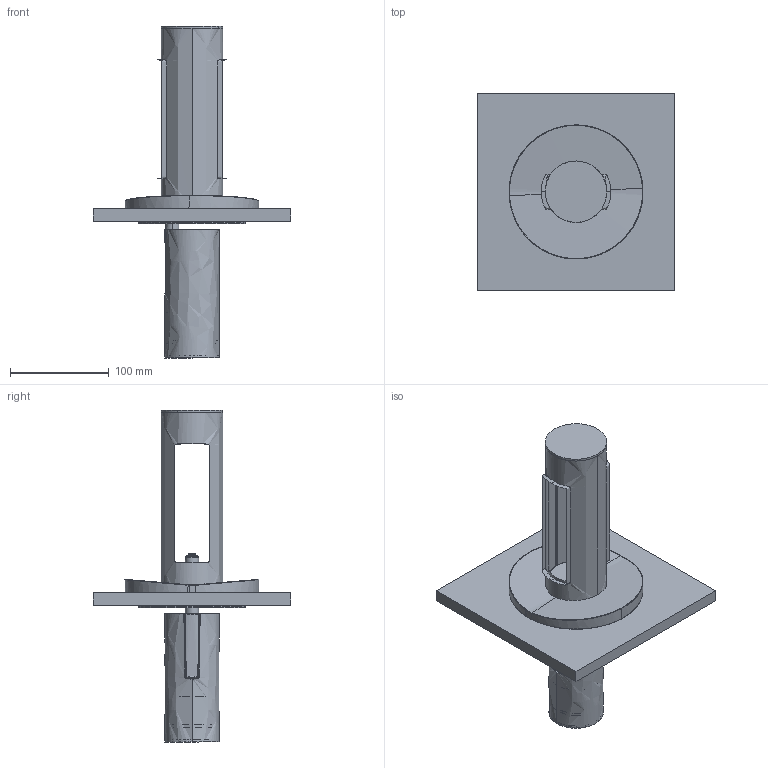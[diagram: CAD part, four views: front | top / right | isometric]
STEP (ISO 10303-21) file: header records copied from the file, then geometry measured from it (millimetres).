
FILE_DESCRIPTION(/* description */ (''),/* implementation_level */ '2;1');
FILE_NAME(/* name */ 'STRUT. INCASSO TELESC. VECTOR 55 TRIM',/* time_stamp */ '2018-02-16T17:51:29+01:00',/* author */ (''),/* organization */ (''),/* preprocessor_version */ 'ST-DEVELOPER v15',/* originating_system */ '',/* authorisation */ '');
FILE_SCHEMA (('CONFIG_CONTROL_DESIGN'));
Length unit declared in the file: millimetre
Products named in the file (1): Document
Bounding box: 200 x 200 x 336.4 mm (x, y, z)
Volume: 610012.1 mm3; surface area: 286975.3 mm2
Topology: 7 solids, 124 shells, 842 faces, 2358 edges, 1552 vertices
Faces by surface type: bspline 736, plane 106
Entity records: 57701 total; most frequent: CARTESIAN_POINT 45658, ORIENTED_EDGE 3872, EDGE_CURVE 2287, VERTEX_POINT 1549, B_SPLINE_CURVE_WITH_KNOTS 1004, EDGE_LOOP 875, ADVANCED_FACE 841, FACE_OUTER_BOUND 841
